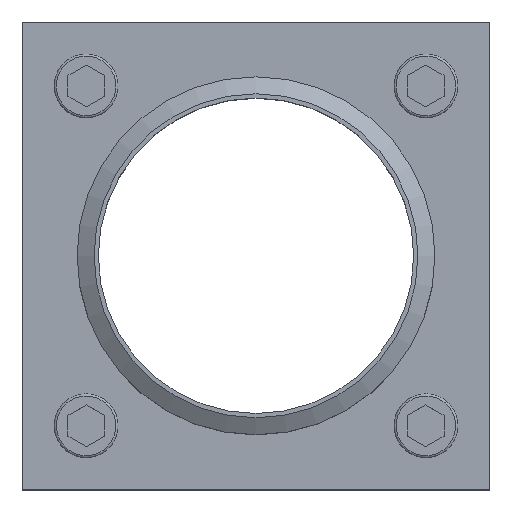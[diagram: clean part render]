
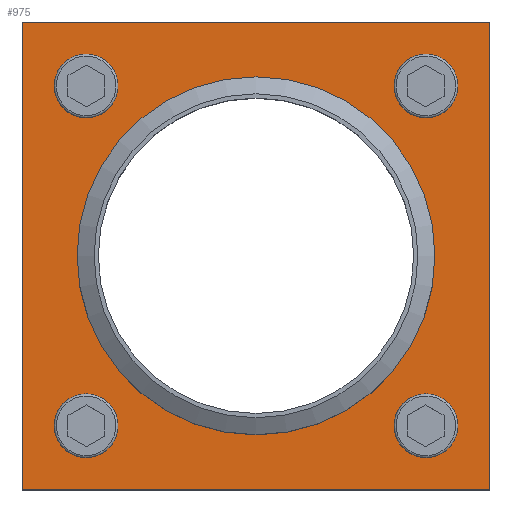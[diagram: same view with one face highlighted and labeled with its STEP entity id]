
A CAD part, top view. The second image highlights one B-rep face of the part: STEP entity #975.
In plain terms, the highlighted planar face has unit normal (0, 0, 1).
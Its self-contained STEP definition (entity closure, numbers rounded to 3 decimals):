
#43=LINE('',#1473,#127);
#44=LINE('',#1476,#128);
#45=LINE('',#1478,#129);
#46=LINE('',#1480,#130);
#127=VECTOR('',#1175,1000.);
#128=VECTOR('',#1176,1000.);
#129=VECTOR('',#1177,1000.);
#130=VECTOR('',#1178,1000.);
#211=ORIENTED_EDGE('',*,*,#453,.T.);
#212=ORIENTED_EDGE('',*,*,#454,.T.);
#213=ORIENTED_EDGE('',*,*,#455,.F.);
#214=ORIENTED_EDGE('',*,*,#456,.T.);
#215=ORIENTED_EDGE('',*,*,#457,.T.);
#216=ORIENTED_EDGE('',*,*,#458,.T.);
#217=ORIENTED_EDGE('',*,*,#459,.T.);
#218=ORIENTED_EDGE('',*,*,#460,.T.);
#219=ORIENTED_EDGE('',*,*,#461,.T.);
#453=EDGE_CURVE('',#574,#574,#667,.T.);
#454=EDGE_CURVE('',#575,#575,#668,.T.);
#455=EDGE_CURVE('',#576,#576,#669,.T.);
#456=EDGE_CURVE('',#577,#578,#43,.T.);
#457=EDGE_CURVE('',#578,#579,#44,.T.);
#458=EDGE_CURVE('',#579,#580,#45,.T.);
#459=EDGE_CURVE('',#580,#577,#46,.T.);
#460=EDGE_CURVE('',#581,#581,#670,.T.);
#461=EDGE_CURVE('',#582,#582,#671,.T.);
#574=VERTEX_POINT('',#1468);
#575=VERTEX_POINT('',#1470);
#576=VERTEX_POINT('',#1472);
#577=VERTEX_POINT('',#1474);
#578=VERTEX_POINT('',#1475);
#579=VERTEX_POINT('',#1477);
#580=VERTEX_POINT('',#1479);
#581=VERTEX_POINT('',#1482);
#582=VERTEX_POINT('',#1484);
#667=CIRCLE('',#1059,15.);
#668=CIRCLE('',#1060,15.);
#669=CIRCLE('',#1061,84.15);
#670=CIRCLE('',#1062,15.);
#671=CIRCLE('',#1063,15.);
#704=EDGE_LOOP('',(#211));
#705=EDGE_LOOP('',(#212));
#706=EDGE_LOOP('',(#213));
#707=EDGE_LOOP('',(#214,#215,#216,#217));
#708=EDGE_LOOP('',(#218));
#709=EDGE_LOOP('',(#219));
#816=FACE_BOUND('',#704,.T.);
#817=FACE_BOUND('',#705,.T.);
#818=FACE_BOUND('',#706,.T.);
#819=FACE_BOUND('',#707,.T.);
#820=FACE_BOUND('',#708,.T.);
#821=FACE_BOUND('',#709,.T.);
#928=PLANE('',#1058);
#975=ADVANCED_FACE('',(#816,#817,#818,#819,#820,#821),#928,.T.);
#1058=AXIS2_PLACEMENT_3D('',#1466,#1167,#1168);
#1059=AXIS2_PLACEMENT_3D('',#1467,#1169,#1170);
#1060=AXIS2_PLACEMENT_3D('',#1469,#1171,#1172);
#1061=AXIS2_PLACEMENT_3D('',#1471,#1173,#1174);
#1062=AXIS2_PLACEMENT_3D('',#1481,#1179,#1180);
#1063=AXIS2_PLACEMENT_3D('',#1483,#1181,#1182);
#1167=DIRECTION('',(0.,0.,1.));
#1168=DIRECTION('',(1.,0.,0.));
#1169=DIRECTION('',(0.,0.,-1.));
#1170=DIRECTION('',(-1.,0.,0.));
#1171=DIRECTION('',(0.,0.,-1.));
#1172=DIRECTION('',(-1.,0.,0.));
#1173=DIRECTION('',(0.,0.,1.));
#1174=DIRECTION('',(1.,0.,0.));
#1175=DIRECTION('',(0.,-1.,0.));
#1176=DIRECTION('',(1.,0.,0.));
#1177=DIRECTION('',(0.,1.,0.));
#1178=DIRECTION('',(-1.,0.,0.));
#1179=DIRECTION('',(0.,0.,-1.));
#1180=DIRECTION('',(-1.,0.,0.));
#1181=DIRECTION('',(0.,0.,-1.));
#1182=DIRECTION('',(-1.,0.,0.));
#1466=CARTESIAN_POINT('',(0.,0.,35.));
#1467=CARTESIAN_POINT('',(-79.903,-79.903,35.));
#1468=CARTESIAN_POINT('',(-94.903,-79.903,35.));
#1469=CARTESIAN_POINT('',(79.903,79.903,35.));
#1470=CARTESIAN_POINT('',(64.903,79.903,35.));
#1471=CARTESIAN_POINT('',(0.,0.,35.));
#1472=CARTESIAN_POINT('',(84.15,0.,35.));
#1473=CARTESIAN_POINT('',(-110.,110.,35.));
#1474=CARTESIAN_POINT('',(-110.,110.,35.));
#1475=CARTESIAN_POINT('',(-110.,-110.,35.));
#1476=CARTESIAN_POINT('',(-110.,-110.,35.));
#1477=CARTESIAN_POINT('',(110.,-110.,35.));
#1478=CARTESIAN_POINT('',(110.,-110.,35.));
#1479=CARTESIAN_POINT('',(110.,110.,35.));
#1480=CARTESIAN_POINT('',(110.,110.,35.));
#1481=CARTESIAN_POINT('',(-79.903,79.903,35.));
#1482=CARTESIAN_POINT('',(-94.903,79.903,35.));
#1483=CARTESIAN_POINT('',(79.903,-79.903,35.));
#1484=CARTESIAN_POINT('',(64.903,-79.903,35.));
